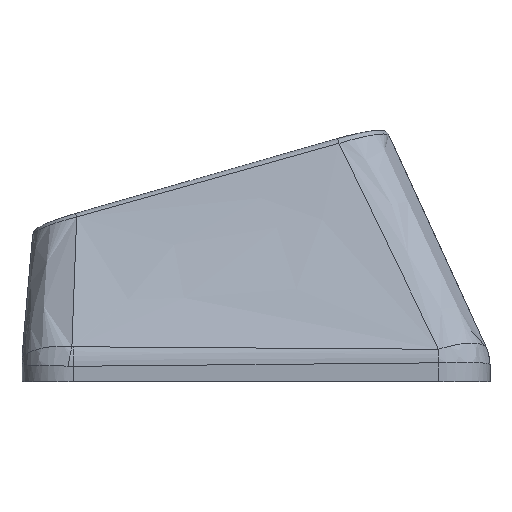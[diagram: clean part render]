
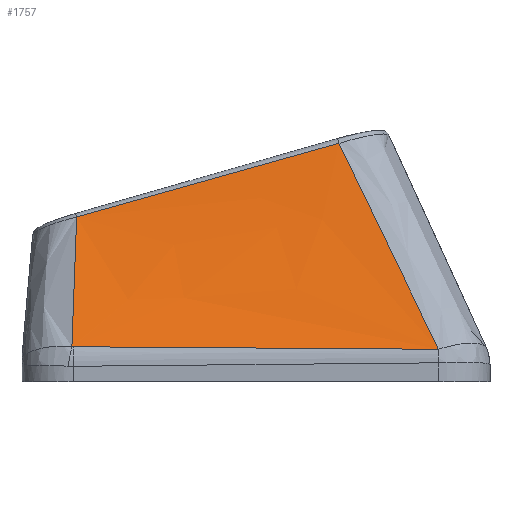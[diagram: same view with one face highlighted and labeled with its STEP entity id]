
A CAD part, left-side view. The second image highlights one B-rep face of the part: STEP entity #1757.
In plain terms, the highlighted free-form (B-spline) face has degree [3, 3] with [4, 4] control points.
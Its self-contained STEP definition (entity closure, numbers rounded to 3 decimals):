
#52=B_SPLINE_SURFACE_WITH_KNOTS('',3,3,((#4373,#4374,#4375,#4376),(#4377,
#4378,#4379,#4380),(#4381,#4382,#4383,#4384),(#4385,#4386,#4387,#4388)),
 .UNSPECIFIED.,.F.,.F.,.F.,(4,4),(4,4),(0.104,0.893),
(0.025,0.97),.UNSPECIFIED.);
#363=FACE_OUTER_BOUND('',#463,.T.);
#463=EDGE_LOOP('',(#1537,#1538,#1539,#1540,#1541,#1542));
#611=B_SPLINE_CURVE_WITH_KNOTS('',3,(#3899,#3900,#3901,#3902),
 .UNSPECIFIED.,.F.,.F.,(4,4),(0.,0.),.UNSPECIFIED.);
#613=B_SPLINE_CURVE_WITH_KNOTS('',3,(#3926,#3927,#3928,#3929),
 .UNSPECIFIED.,.F.,.F.,(4,4),(0.,1.416),.UNSPECIFIED.);
#615=B_SPLINE_CURVE_WITH_KNOTS('',3,(#3953,#3954,#3955,#3956),
 .UNSPECIFIED.,.F.,.F.,(4,4),(0.,0.005),
 .UNSPECIFIED.);
#637=B_SPLINE_CURVE_WITH_KNOTS('',3,(#4363,#4364,#4365,#4366),
 .UNSPECIFIED.,.F.,.F.,(4,4),(-0.605,-0.02),
 .UNSPECIFIED.);
#639=B_SPLINE_CURVE_WITH_KNOTS('',3,(#4390,#4391,#4392,#4393),
 .UNSPECIFIED.,.F.,.F.,(4,4),(0.024,0.961),
 .UNSPECIFIED.);
#640=B_SPLINE_CURVE_WITH_KNOTS('',3,(#4394,#4395,#4396,#4397),
 .UNSPECIFIED.,.F.,.F.,(4,4),(-1.057,0.),.UNSPECIFIED.);
#793=VERTEX_POINT('',#3858);
#797=VERTEX_POINT('',#3892);
#799=VERTEX_POINT('',#3919);
#801=VERTEX_POINT('',#3946);
#828=VERTEX_POINT('',#4362);
#829=VERTEX_POINT('',#4389);
#1037=EDGE_CURVE('',#793,#797,#611,.T.);
#1040=EDGE_CURVE('',#797,#799,#613,.T.);
#1043=EDGE_CURVE('',#799,#801,#615,.T.);
#1084=EDGE_CURVE('',#801,#828,#637,.T.);
#1086=EDGE_CURVE('',#829,#793,#639,.T.);
#1087=EDGE_CURVE('',#828,#829,#640,.T.);
#1537=ORIENTED_EDGE('',*,*,#1043,.F.);
#1538=ORIENTED_EDGE('',*,*,#1040,.F.);
#1539=ORIENTED_EDGE('',*,*,#1037,.F.);
#1540=ORIENTED_EDGE('',*,*,#1086,.F.);
#1541=ORIENTED_EDGE('',*,*,#1087,.F.);
#1542=ORIENTED_EDGE('',*,*,#1084,.F.);
#1757=ADVANCED_FACE('',(#363),#52,.T.);
#3858=CARTESIAN_POINT('',(-11.366,-7.081,0.254));
#3892=CARTESIAN_POINT('',(-11.366,-7.077,0.254));
#3899=CARTESIAN_POINT('Ctrl Pts',(-11.366,-7.081,0.254));
#3900=CARTESIAN_POINT('Ctrl Pts',(-11.366,-7.08,0.254));
#3901=CARTESIAN_POINT('Ctrl Pts',(-11.366,-7.079,0.254));
#3902=CARTESIAN_POINT('Ctrl Pts',(-11.366,-7.077,0.254));
#3919=CARTESIAN_POINT('',(-11.256,7.091,0.351));
#3926=CARTESIAN_POINT('Ctrl Pts',(-11.366,-7.077,0.254));
#3927=CARTESIAN_POINT('Ctrl Pts',(-11.346,-2.356,0.278));
#3928=CARTESIAN_POINT('Ctrl Pts',(-11.319,2.366,0.309));
#3929=CARTESIAN_POINT('Ctrl Pts',(-11.256,7.091,0.351));
#3946=CARTESIAN_POINT('',(-11.253,7.145,0.356));
#3953=CARTESIAN_POINT('Ctrl Pts',(-11.256,7.091,0.351));
#3954=CARTESIAN_POINT('Ctrl Pts',(-11.256,7.109,0.351));
#3955=CARTESIAN_POINT('Ctrl Pts',(-11.255,7.127,0.353));
#3956=CARTESIAN_POINT('Ctrl Pts',(-11.253,7.145,0.356));
#4362=CARTESIAN_POINT('',(-8.34,6.96,5.386));
#4363=CARTESIAN_POINT('Ctrl Pts',(-11.253,7.145,0.356));
#4364=CARTESIAN_POINT('Ctrl Pts',(-10.273,7.066,2.029));
#4365=CARTESIAN_POINT('Ctrl Pts',(-9.301,7.001,3.706));
#4366=CARTESIAN_POINT('Ctrl Pts',(-8.34,6.96,5.386));
#4373=CARTESIAN_POINT('Ctrl Pts',(-8.319,-3.64,8.36));
#4374=CARTESIAN_POINT('Ctrl Pts',(-9.335,-4.787,5.658));
#4375=CARTESIAN_POINT('Ctrl Pts',(-10.351,-5.934,2.956));
#4376=CARTESIAN_POINT('Ctrl Pts',(-11.366,-7.081,0.254));
#4377=CARTESIAN_POINT('Ctrl Pts',(-8.319,-0.032,
7.36));
#4378=CARTESIAN_POINT('Ctrl Pts',(-9.335,-0.801,
4.981));
#4379=CARTESIAN_POINT('Ctrl Pts',(-10.351,-1.571,2.602));
#4380=CARTESIAN_POINT('Ctrl Pts',(-11.366,-2.34,0.224));
#4381=CARTESIAN_POINT('Ctrl Pts',(-8.319,3.575,6.359));
#4382=CARTESIAN_POINT('Ctrl Pts',(-9.335,3.184,4.304));
#4383=CARTESIAN_POINT('Ctrl Pts',(-10.351,2.793,2.249));
#4384=CARTESIAN_POINT('Ctrl Pts',(-11.366,2.402,0.193));
#4385=CARTESIAN_POINT('Ctrl Pts',(-8.319,7.183,5.359));
#4386=CARTESIAN_POINT('Ctrl Pts',(-9.335,7.17,3.627));
#4387=CARTESIAN_POINT('Ctrl Pts',(-10.351,7.156,1.895));
#4388=CARTESIAN_POINT('Ctrl Pts',(-11.366,7.143,0.163));
#4389=CARTESIAN_POINT('',(-8.319,-3.22,8.243));
#4390=CARTESIAN_POINT('Ctrl Pts',(-8.319,-3.22,8.243));
#4391=CARTESIAN_POINT('Ctrl Pts',(-9.35,-4.518,5.589));
#4392=CARTESIAN_POINT('Ctrl Pts',(-10.362,-5.803,2.924));
#4393=CARTESIAN_POINT('Ctrl Pts',(-11.366,-7.081,0.254));
#4394=CARTESIAN_POINT('Ctrl Pts',(-8.34,6.96,5.386));
#4395=CARTESIAN_POINT('Ctrl Pts',(-8.333,3.565,6.33));
#4396=CARTESIAN_POINT('Ctrl Pts',(-8.326,0.172,7.285));
#4397=CARTESIAN_POINT('Ctrl Pts',(-8.319,-3.22,8.243));
